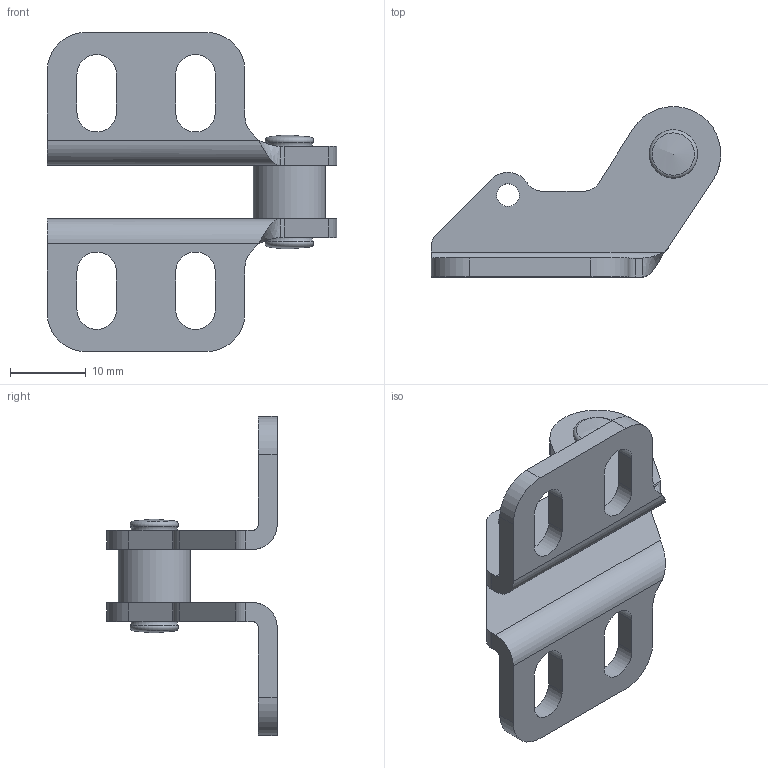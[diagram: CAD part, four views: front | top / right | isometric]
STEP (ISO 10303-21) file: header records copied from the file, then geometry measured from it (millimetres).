
FILE_DESCRIPTION(/* description */ (''),/* implementation_level */ '2;1');
FILE_NAME(/* name */ 'HC01LPSS.stp',/* time_stamp */ '2021-10-29T09:57:33+01:00',/* author */ ('Sandfield Engineering'),/* organization */ ('Sandfield Engineering'),/* preprocessor_version */ 'ST-DEVELOPER v18.1',/* originating_system */ 'Autodesk Inventor 2021',/* authorisation */ '');
FILE_SCHEMA (('AUTOMOTIVE_DESIGN { 1 0 10303 214 3 1 1 }'));
Length unit declared in the file: millimetre
Products named in the file (1): HC01LPSS
Bounding box: 38.08 x 22.45 x 42 mm (x, y, z)
Volume: 4311 mm3; surface area: 4043.3 mm2
Topology: 1 solids, 1 shells, 73 faces, 205 edges, 136 vertices
Faces by surface type: plane 34, cylinder 31, torus 4, bspline 2, sphere 2
Full cylindrical faces by diameter (mm): 3 x2, 9.525 x1
Entity records: 2639 total; most frequent: CARTESIAN_POINT 617, DIRECTION 419, ORIENTED_EDGE 406, EDGE_CURVE 203, AXIS2_PLACEMENT_3D 148, VERTEX_POINT 136, LINE 123, VECTOR 123
